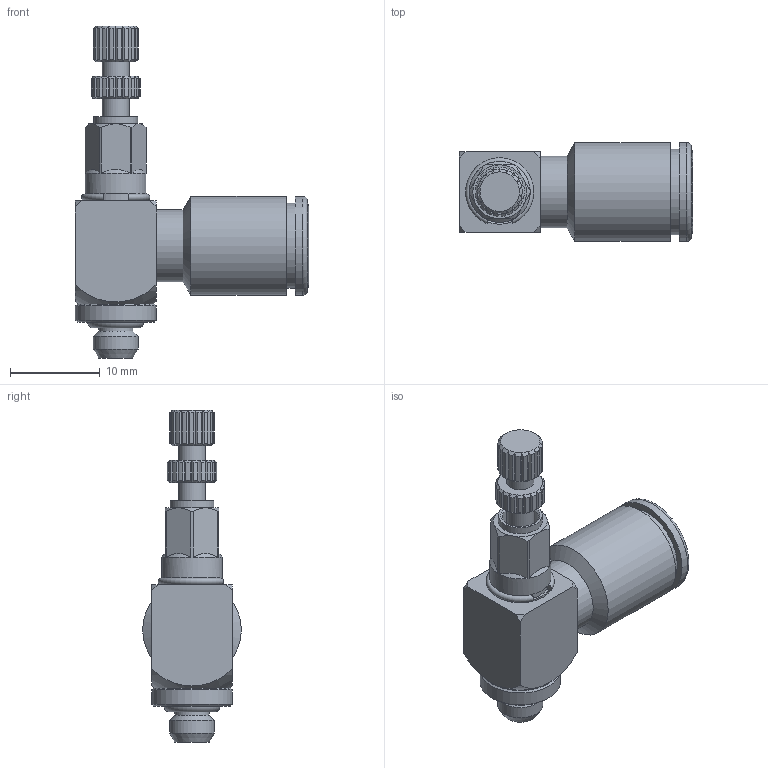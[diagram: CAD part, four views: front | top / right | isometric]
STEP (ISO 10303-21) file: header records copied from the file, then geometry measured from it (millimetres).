
FILE_DESCRIPTION(/* description */ (''),/* implementation_level */ '2;1');
FILE_NAME(/* name */ 'grlbiqs_m56_msv.stp',/* time_stamp */ '2017-11-02T11:01:41+01:00',/* author */ ('Hamoud'),/* organization */ (''),/* preprocessor_version */ 'ST-DEVELOPER v15.6',/* originating_system */ 'Autodesk Inventor LT ',/* authorisation */ '');
FILE_SCHEMA (('AUTOMOTIVE_DESIGN { 1 0 10303 214 3 1 1 }'));
Length unit declared in the file: millimetre
Products named in the file (1): B205204_IPSO_052_6_M5_20.09.2017
Bounding box: 26 x 11 x 37 mm (x, y, z)
Volume: 2212.2 mm3; surface area: 3630.3 mm2
Topology: 8 solids, 8 shells, 238 faces, 601 edges, 389 vertices
Faces by surface type: plane 111, cylinder 69, cone 48, torus 5, sphere 5
Full cylindrical faces by diameter (mm): 2.2 x1, 2.3 x1, 2.387 x2, 2.4 x3, 2.6 x1, 3 x2, 3.8 x1, 4 x2, 4.9 x1, 5 x1, 6.1 x1, 6.2 x2, 6.8 x4, 7.3 x1, 8 x1, 8.3 x1, 9 x2, 9.5 x1, 9.6 x1, 11 x2
Entity records: 8172 total; most frequent: CARTESIAN_POINT 3072, ORIENTED_EDGE 1014, DIRECTION 1012, EDGE_CURVE 507, AXIS2_PLACEMENT_3D 439, VERTEX_POINT 366, EDGE_LOOP 331, FACE_OUTER_BOUND 238
